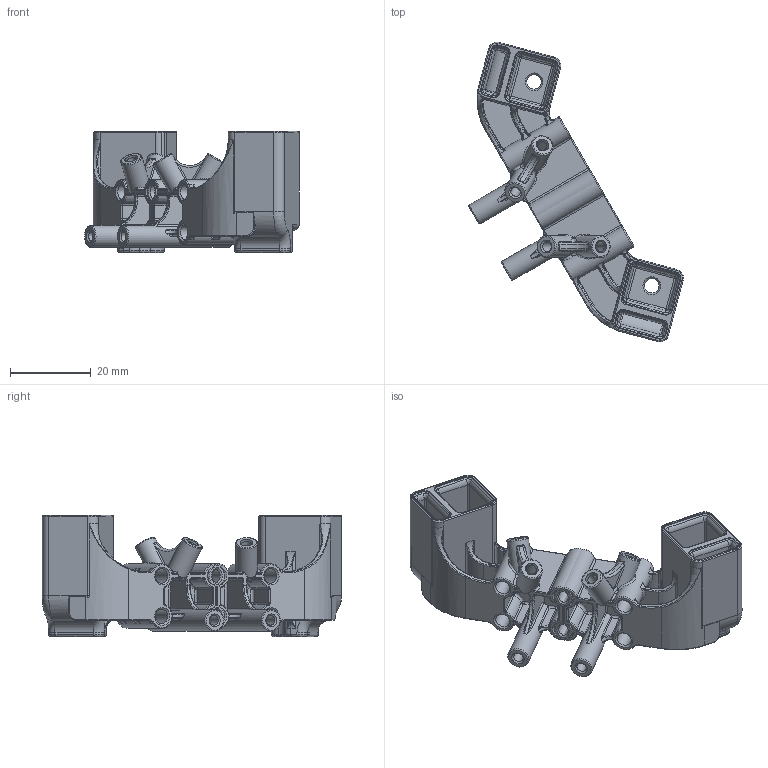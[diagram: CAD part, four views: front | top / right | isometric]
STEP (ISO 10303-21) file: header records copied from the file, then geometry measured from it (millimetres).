
FILE_DESCRIPTION(/* description */ (''),/* implementation_level */ '2;1');
FILE_NAME(/* name */ 'MP_DooKi3_SLM_Z_MGN9C_Front_V5.step',/* time_stamp */ '2024-10-29T11:25:28-04:00',/* author */ (''),/* organization */ (''),/* preprocessor_version */ 'ST-DEVELOPER v20',/* originating_system */ 'Autodesk Translation Framework v13.20.0.188',/* authorisation */ '');
FILE_SCHEMA (('AUTOMOTIVE_DESIGN { 1 0 10303 214 3 1 1 }'));
Products named in the file (1): MP_DooKi3_SLM_Z_MGN9C_Front_V5
Bounding box: 53.2 x 74.2 x 30 mm (x, y, z)
Volume: 14720.8 mm3; surface area: 18092.6 mm2
Topology: 2 solids, 2 shells, 1484 faces, 3488 edges, 1874 vertices
Faces by surface type: cylinder 518, bspline 382, torus 338, plane 192, cone 52, sphere 2
Full cylindrical faces by diameter (mm): 2.4 x6, 3.6 x10, 5.4 x6
Entity records: 53907 total; most frequent: CARTESIAN_POINT 22272, ORIENTED_EDGE 6704, DIRECTION 6540, EDGE_CURVE 3352, AXIS2_PLACEMENT_3D 2779, VERTEX_POINT 1874, CIRCLE 1576, EDGE_LOOP 1522
